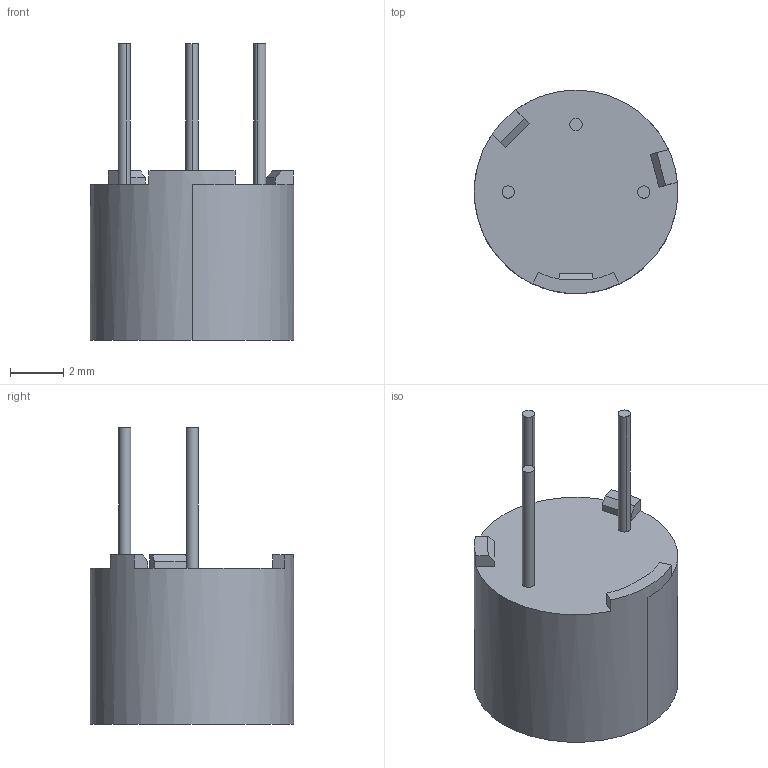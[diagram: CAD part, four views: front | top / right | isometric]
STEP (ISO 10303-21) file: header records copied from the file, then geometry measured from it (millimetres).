
FILE_DESCRIPTION((''),'2;1');
FILE_NAME('3339P-1','2024-02-14T07:12:24',('RICKB'),('Bourns, Inc.'),'CREO PARAMETRIC BY PTC INC, 2018050','CREO PARAMETRIC BY PTC INC, 2018050','');
FILE_SCHEMA(('AUTOMOTIVE_DESIGN { 1 0 10303 214 1 1 1 1 }'));
Length unit declared in the file: inch
Products named in the file (1): 3339P-1
Bounding box: 7.62 x 7.62 x 11.11 mm (x, y, z)
Volume: 266.5 mm3; surface area: 293.4 mm2
Topology: 1 solids, 1 shells, 58 faces, 143 edges, 94 vertices
Faces by surface type: plane 40, cylinder 16, cone 2
Entity records: 2522 total; most frequent: DIRECTION 299, CARTESIAN_POINT 297, ORIENTED_EDGE 286, PRESENTATION_STYLE_ASSIGNMENT 169, STYLED_ITEM 144, CURVE_STYLE 143, EDGE_CURVE 143, VECTOR 103
